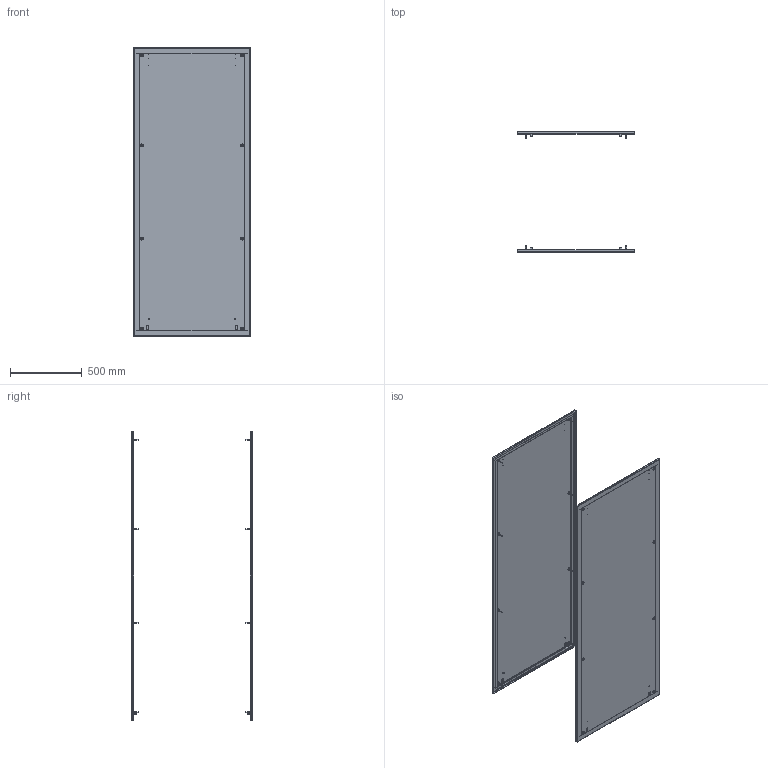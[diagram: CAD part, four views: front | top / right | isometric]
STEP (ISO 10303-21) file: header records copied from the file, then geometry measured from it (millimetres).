
FILE_DESCRIPTION (( 'STEP AP214' ), '1' );
FILE_NAME ('PS800 Ïàíåëè áîêîâûå_èçâ0081_02.20.step', '2020-11-05T18:44:00', ( '' ), ( '' ), 'SwSTEP 2.0', 'SolidWorks 2019', '' );
FILE_SCHEMA (( 'AUTOMOTIVE_DESIGN' ));
Length unit declared in the file: millimetre
Products named in the file (43): Âèíò Ì6 DIN 7985; AVT001.04.00.05 Íàïðàâëÿþùàÿ_èçì0023_01.19; Øïèëüêà 6õ12; AVT008.04.00.02 Óãîëîê_èçì0023_01.19_00; AVT008.04.00.01 Ïàíåëü áîêîâàÿ_èçâ0081_02.20_00; AVT008.04.00.00 Ïàíåëü áîêîâàÿ_èçâ0081_02.20_00; AVT001.04.00.03 Óãîëîê_èçì0023_01.19; AVT001.04.00.03 Óãîëîê_èçì0023_01.19_00; AVT001.04.00.05 Íàïðàâëÿþùàÿ_èçì0023_01.19_00; AVT008.04.00.02 Óãîëîê_èçì0023_01.19; PS800 Ïàíåëè áîêîâûå_èçâ0081_02.20; AVT008.04.00.01 Ïàíåëü áîêîâàÿ_èçâ0081_02.20; Âèíò Ì6 DIN 7985_6å40
Assembly tree (36 placements, depth 3):
  Âèíò Ì6 DIN 7985
  AVT001.04.00.05 Íàïðàâëÿþùàÿ_èçì0023_01.19
  Øïèëüêà 6õ12
  Âèíò Ì6 DIN 7985
  Âèíò Ì6 DIN 7985
Bounding box: 810 x 839.08 x 2007 mm (x, y, z)
Volume: 5570825.8 mm3; surface area: 7461192.6 mm2
Topology: 34 solids, 34 shells, 992 faces, 2228 edges, 1384 vertices
Faces by surface type: plane 560, cylinder 216, torus 128, cone 48, sphere 32, bspline 8
Entity records: 8665 total; most frequent: DIRECTION 1526, CARTESIAN_POINT 1447, ORIENTED_EDGE 1170, AXIS2_PLACEMENT_3D 634, EDGE_CURVE 585, VERTEX_POINT 356, EDGE_LOOP 323, CIRCLE 320
